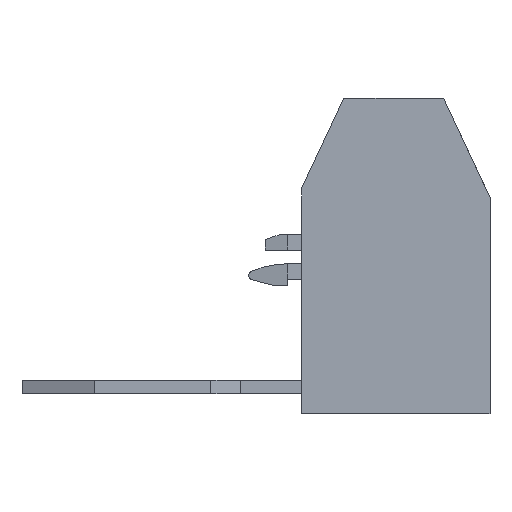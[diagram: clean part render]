
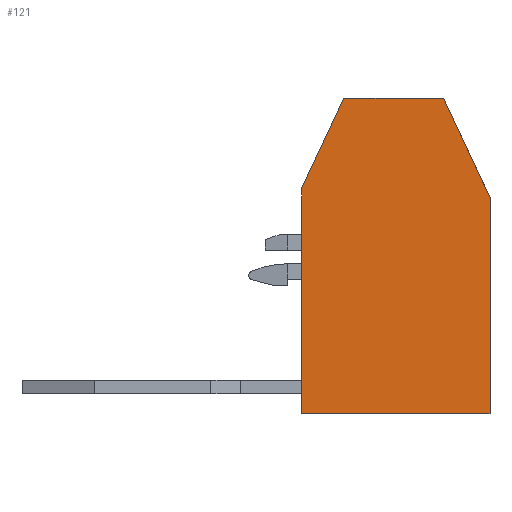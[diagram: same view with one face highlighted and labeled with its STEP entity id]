
A CAD part, left-side view. The second image highlights one B-rep face of the part: STEP entity #121.
In plain terms, the highlighted planar face has unit normal (-1, 0, 0).
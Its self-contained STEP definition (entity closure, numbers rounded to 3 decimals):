
#121=ADVANCED_FACE('',(#289),#290,.T.);
#289=FACE_OUTER_BOUND('',#501,.T.);
#290=PLANE('',#502);
#501=EDGE_LOOP('',(#804,#805,#806,#807,#808,#809));
#502=AXIS2_PLACEMENT_3D('',#810,#811,#812);
#804=ORIENTED_EDGE('',*,*,#1324,.T.);
#805=ORIENTED_EDGE('',*,*,#1333,.T.);
#806=ORIENTED_EDGE('',*,*,#1334,.T.);
#807=ORIENTED_EDGE('',*,*,#1335,.T.);
#808=ORIENTED_EDGE('',*,*,#1336,.T.);
#809=ORIENTED_EDGE('',*,*,#1337,.T.);
#810=CARTESIAN_POINT('',(0.675,1.301,12.557));
#811=DIRECTION('',(-1.0,0.0,0.0));
#812=DIRECTION('',(0.0,-1.0,0.0));
#1324=EDGE_CURVE('',#1591,#1596,#1598,.T.);
#1333=EDGE_CURVE('',#1596,#1613,#1614,.T.);
#1334=EDGE_CURVE('',#1613,#1615,#1616,.T.);
#1335=EDGE_CURVE('',#1615,#1617,#1618,.T.);
#1336=EDGE_CURVE('',#1617,#1619,#1620,.T.);
#1337=EDGE_CURVE('',#1619,#1591,#1621,.T.);
#1591=VERTEX_POINT('',#1981);
#1596=VERTEX_POINT('',#1988);
#1598=LINE('',#1991,#1992);
#1613=VERTEX_POINT('',#2014);
#1614=LINE('',#2015,#2016);
#1615=VERTEX_POINT('',#2017);
#1616=LINE('',#2018,#2019);
#1617=VERTEX_POINT('',#2020);
#1618=LINE('',#2021,#2022);
#1619=VERTEX_POINT('',#2023);
#1620=LINE('',#2024,#2025);
#1621=LINE('',#2026,#2027);
#1981=CARTESIAN_POINT('',(0.675,20.7,24.835));
#1988=CARTESIAN_POINT('',(0.675,20.7,0.));
#1991=CARTESIAN_POINT('',(0.675,20.7,18.));
#1992=VECTOR('',#2404,1.0);
#2014=CARTESIAN_POINT('',(0.675,0.0,0.));
#2015=CARTESIAN_POINT('',(0.675,20.2,0.));
#2016=VECTOR('',#2412,1.0);
#2017=CARTESIAN_POINT('',(0.675,0.0,23.763));
#2018=CARTESIAN_POINT('',(0.675,0.0,0.5));
#2019=VECTOR('',#2413,1.0);
#2020=CARTESIAN_POINT('',(0.675,5.1,34.7));
#2021=CARTESIAN_POINT('',(0.675,0.187,24.165));
#2022=VECTOR('',#2414,1.0);
#2023=CARTESIAN_POINT('',(0.675,16.1,34.7));
#2024=CARTESIAN_POINT('',(0.675,5.737,34.7));
#2025=VECTOR('',#2415,1.0);
#2026=CARTESIAN_POINT('',(0.675,16.369,34.123));
#2027=VECTOR('',#2416,1.0);
#2404=DIRECTION('',(0.0,0.0,-1.0));
#2412=DIRECTION('',(0.0,-1.0,0.0));
#2413=DIRECTION('',(0.0,0.0,1.0));
#2414=DIRECTION('',(0.,0.423,0.906));
#2415=DIRECTION('',(0.0,1.0,0.0));
#2416=DIRECTION('',(0.,0.423,-0.906));
